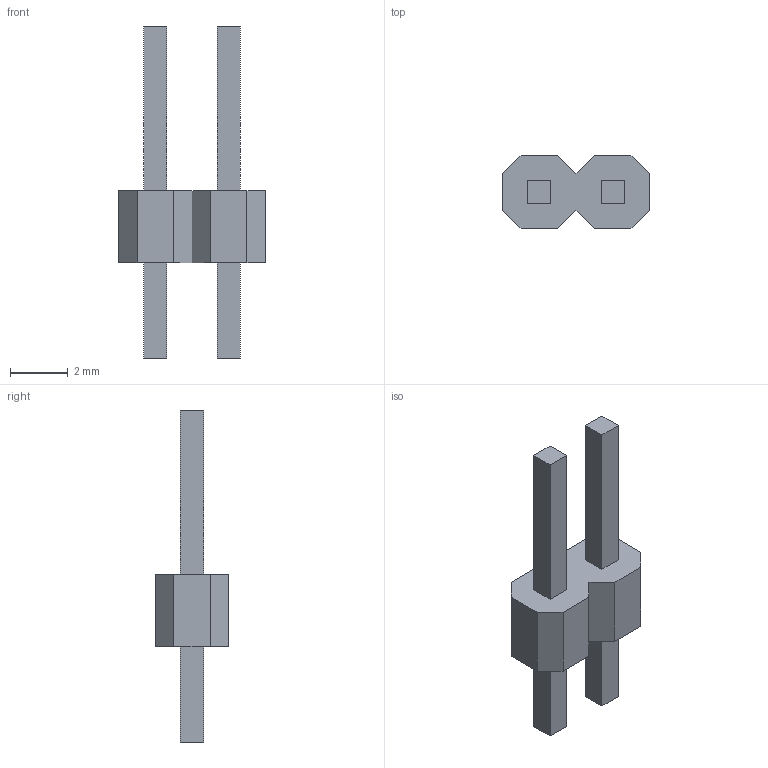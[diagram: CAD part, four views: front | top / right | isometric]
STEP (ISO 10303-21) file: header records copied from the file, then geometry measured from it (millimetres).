
FILE_DESCRIPTION (( 'STEP AP214' ), '1' );
FILE_NAME ('User Library-CN_BP_1x2_180G.STEP', '2019-10-10T16:12:46', ( '' ), ( '' ), 'SwSTEP 2.0', 'SolidWorks 2019', '' );
FILE_SCHEMA (( 'AUTOMOTIVE_DESIGN' ));
Length unit declared in the file: millimetre
Products named in the file (1): User Library-CN_BP_1x2_180G
Bounding box: 5.08 x 2.54 x 11.5 mm (x, y, z)
Volume: 39.7 mm3; surface area: 149.2 mm2
Topology: 3 solids, 3 shells, 36 faces, 90 edges, 60 vertices
Faces by surface type: plane 36
Entity records: 1114 total; most frequent: CARTESIAN_POINT 187, ORIENTED_EDGE 180, DIRECTION 164, EDGE_CURVE 90, VECTOR 90, LINE 90, VERTEX_POINT 60, EDGE_LOOP 40
